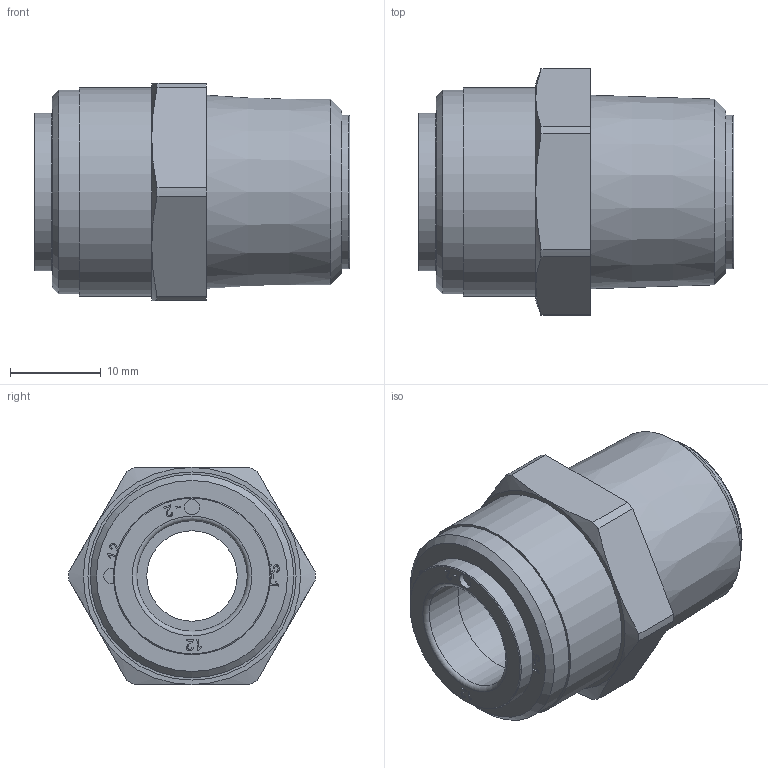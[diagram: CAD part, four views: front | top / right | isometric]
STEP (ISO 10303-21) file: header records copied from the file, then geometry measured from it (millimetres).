
FILE_DESCRIPTION(/* description */ (''),/* implementation_level */ '2;1');
FILE_NAME(/* name */ 'iqsg_1212_le.stp',/* time_stamp */ '2023-01-26T07:39:47+01:00',/* author */ ('leitheußer'),/* organization */ (''),/* preprocessor_version */ 'ST-DEVELOPER v16.13',/* originating_system */ 'Autodesk Inventor LT',/* authorisation */ '');
FILE_SCHEMA (('AUTOMOTIVE_DESIGN { 1 0 10303 214 3 1 1 }'));
Length unit declared in the file: millimetre
Products named in the file (1): WC 1204
Bounding box: 34.9 x 27.2 x 24 mm (x, y, z)
Volume: 10328.5 mm3; surface area: 6598.2 mm2
Topology: 3 solids, 3 shells, 221 faces, 546 edges, 357 vertices
Faces by surface type: plane 102, bspline 77, cylinder 19, cone 16, torus 7
Full cylindrical faces by diameter (mm): 1.7 x2, 10 x1, 12 x1, 12.2 x2, 13.7 x1, 15.1 x1, 17 x1, 17.4 x1, 19.7 x1, 22.5 x1, 23 x1
Entity records: 7024 total; most frequent: CARTESIAN_POINT 2339, ORIENTED_EDGE 1032, DIRECTION 703, EDGE_CURVE 516, VERTEX_POINT 357, LINE 287, VECTOR 287, EDGE_LOOP 283
